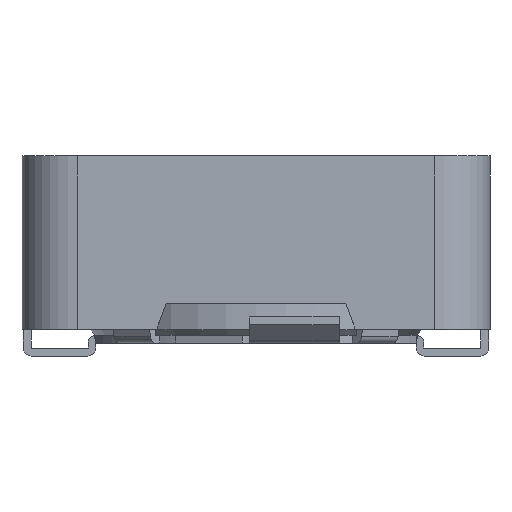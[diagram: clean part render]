
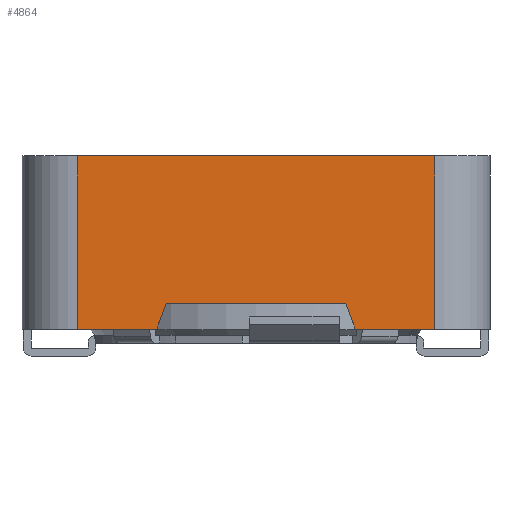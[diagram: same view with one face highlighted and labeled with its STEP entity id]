
A CAD part, front view. The second image highlights one B-rep face of the part: STEP entity #4864.
In plain terms, the highlighted planar face has unit normal (0, -1, 0).
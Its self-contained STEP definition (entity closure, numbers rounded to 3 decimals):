
#524=ORIENTED_EDGE('',*,*,#2002,.F.);
#525=ORIENTED_EDGE('',*,*,#2003,.T.);
#526=ORIENTED_EDGE('',*,*,#1944,.T.);
#527=ORIENTED_EDGE('',*,*,#2004,.F.);
#528=ORIENTED_EDGE('',*,*,#1951,.F.);
#529=ORIENTED_EDGE('',*,*,#2000,.T.);
#530=ORIENTED_EDGE('',*,*,#1998,.T.);
#531=ORIENTED_EDGE('',*,*,#2005,.F.);
#1944=EDGE_CURVE('',#2685,#2684,#3175,.T.);
#1951=EDGE_CURVE('',#2691,#2692,#3179,.T.);
#1998=EDGE_CURVE('',#2739,#2738,#3201,.T.);
#2000=EDGE_CURVE('',#2691,#2739,#3202,.T.);
#2002=EDGE_CURVE('',#2740,#2741,#3204,.T.);
#2003=EDGE_CURVE('',#2740,#2685,#3205,.F.);
#2004=EDGE_CURVE('',#2692,#2684,#3206,.T.);
#2005=EDGE_CURVE('',#2741,#2738,#3207,.F.);
#2684=VERTEX_POINT('',#7501);
#2685=VERTEX_POINT('',#7503);
#2691=VERTEX_POINT('',#7516);
#2692=VERTEX_POINT('',#7518);
#2738=VERTEX_POINT('',#7611);
#2739=VERTEX_POINT('',#7613);
#2740=VERTEX_POINT('',#7620);
#2741=VERTEX_POINT('',#7621);
#3175=LINE('',#7502,#3639);
#3179=LINE('',#7517,#3643);
#3201=LINE('',#7612,#3665);
#3202=LINE('',#7616,#3666);
#3204=LINE('',#7619,#3668);
#3205=LINE('',#7622,#3669);
#3206=LINE('',#7623,#3670);
#3207=LINE('',#7624,#3671);
#3639=VECTOR('',#6064,1000.);
#3643=VECTOR('',#6076,1000.);
#3665=VECTOR('',#6150,1000.);
#3666=VECTOR('',#6155,1000.);
#3668=VECTOR('',#6159,1000.);
#3669=VECTOR('',#6160,1000.);
#3670=VECTOR('',#6161,1000.);
#3671=VECTOR('',#6162,1000.);
#4093=EDGE_LOOP('',(#524,#525,#526,#527,#528,#529,#530,#531));
#4401=FACE_BOUND('',#4093,.T.);
#4707=PLANE('',#5588);
#4864=ADVANCED_FACE('',(#4401),#4707,.F.);
#5588=AXIS2_PLACEMENT_3D('',#7618,#6157,#6158);
#6064=DIRECTION('',(1.,0.,0.));
#6076=DIRECTION('',(1.,0.,0.));
#6150=DIRECTION('',(1.,0.,0.));
#6155=DIRECTION('',(0.,0.,-1.));
#6157=DIRECTION('',(0.,1.,0.));
#6158=DIRECTION('',(0.,0.,1.));
#6159=DIRECTION('',(-1.,0.,0.));
#6160=DIRECTION('',(-0.35,0.,0.937));
#6161=DIRECTION('',(0.,0.,-1.));
#6162=DIRECTION('',(0.35,0.,0.937));
#7501=CARTESIAN_POINT('',(2.79,-3.65,0.));
#7502=CARTESIAN_POINT('',(-2.79,-3.65,0.));
#7503=CARTESIAN_POINT('',(1.55,-3.65,0.));
#7516=CARTESIAN_POINT('',(-2.79,-3.65,2.7));
#7517=CARTESIAN_POINT('',(-2.79,-3.65,2.7));
#7518=CARTESIAN_POINT('',(2.79,-3.65,2.7));
#7611=CARTESIAN_POINT('',(-1.55,-3.65,0.));
#7612=CARTESIAN_POINT('',(-2.79,-3.65,0.));
#7613=CARTESIAN_POINT('',(-2.79,-3.65,0.));
#7616=CARTESIAN_POINT('',(-2.79,-3.65,2.7));
#7618=CARTESIAN_POINT('',(-2.79,-3.65,2.7));
#7619=CARTESIAN_POINT('',(-1.4,-3.65,0.4));
#7620=CARTESIAN_POINT('',(1.4,-3.65,0.4));
#7621=CARTESIAN_POINT('',(-1.4,-3.65,0.4));
#7622=CARTESIAN_POINT('',(0.132,-3.65,3.792));
#7623=CARTESIAN_POINT('',(2.79,-3.65,2.7));
#7624=CARTESIAN_POINT('',(-1.4,-3.65,0.4));
